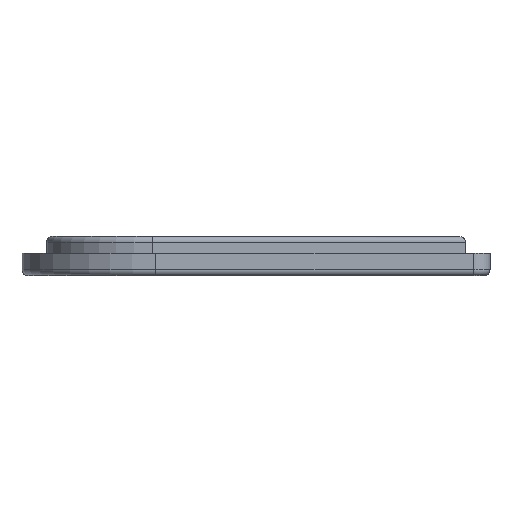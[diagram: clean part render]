
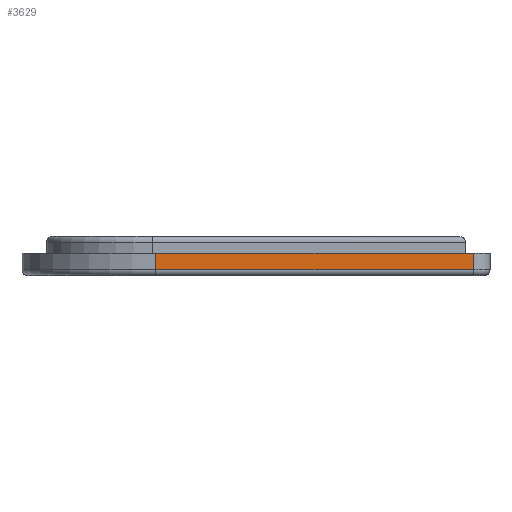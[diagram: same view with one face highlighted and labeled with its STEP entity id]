
A CAD part, front view. The second image highlights one B-rep face of the part: STEP entity #3629.
In plain terms, the highlighted planar face has unit normal (0, -1, 0).
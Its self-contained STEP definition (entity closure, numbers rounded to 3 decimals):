
#220 = DIRECTION ( 'NONE',  ( 0., 0., -1. ) ) ;
#255 = EDGE_CURVE ( 'NONE', #2656, #2550, #2728, .T. ) ;
#276 = VERTEX_POINT ( 'NONE', #511 ) ;
#293 = VECTOR ( 'NONE', #2037, 1000. ) ;
#511 = CARTESIAN_POINT ( 'NONE',  ( 19.5, -44.5, 2. ) ) ;
#531 = CARTESIAN_POINT ( 'NONE',  ( -9., -44.5, 2. ) ) ;
#811 = LINE ( 'NONE', #2304, #293 ) ;
#959 = EDGE_CURVE ( 'NONE', #2656, #276, #3013, .T. ) ;
#1048 = AXIS2_PLACEMENT_3D ( 'NONE', #1730, #1747, #1427 ) ;
#1051 = ORIENTED_EDGE ( 'NONE', *, *, #255, .T. ) ;
#1197 = CARTESIAN_POINT ( 'NONE',  ( -9., -44.5, 0.5 ) ) ;
#1310 = DIRECTION ( 'NONE',  ( 0., 0., 1. ) ) ;
#1427 = DIRECTION ( 'NONE',  ( 0., 0., 1. ) ) ;
#1687 = VECTOR ( 'NONE', #220, 1000. ) ;
#1730 = CARTESIAN_POINT ( 'NONE',  ( -9., -44.5, 2. ) ) ;
#1747 = DIRECTION ( 'NONE',  ( 0., 1., 0. ) ) ;
#2010 = ORIENTED_EDGE ( 'NONE', *, *, #2035, .T. ) ;
#2012 = FACE_OUTER_BOUND ( 'NONE', #3730, .T. ) ;
#2035 = EDGE_CURVE ( 'NONE', #2550, #3502, #811, .T. ) ;
#2037 = DIRECTION ( 'NONE',  ( 1., 0., 0. ) ) ;
#2275 = CARTESIAN_POINT ( 'NONE',  ( 19.5, -44.5, 0.5 ) ) ;
#2304 = CARTESIAN_POINT ( 'NONE',  ( 19.5, -44.5, 0.5 ) ) ;
#2341 = CARTESIAN_POINT ( 'NONE',  ( -9., -44.5, 2. ) ) ;
#2550 = VERTEX_POINT ( 'NONE', #1197 ) ;
#2583 = CARTESIAN_POINT ( 'NONE',  ( 19.5, -44.5, 2. ) ) ;
#2656 = VERTEX_POINT ( 'NONE', #3090 ) ;
#2726 = DIRECTION ( 'NONE',  ( 1., 0., 0. ) ) ;
#2728 = LINE ( 'NONE', #2341, #1687 ) ;
#3013 = LINE ( 'NONE', #531, #3048 ) ;
#3023 = ORIENTED_EDGE ( 'NONE', *, *, #959, .F. ) ;
#3048 = VECTOR ( 'NONE', #2726, 1000. ) ;
#3090 = CARTESIAN_POINT ( 'NONE',  ( -9., -44.5, 2. ) ) ;
#3259 = PLANE ( 'NONE',  #1048 ) ;
#3495 = EDGE_CURVE ( 'NONE', #3502, #276, #3791, .T. ) ;
#3502 = VERTEX_POINT ( 'NONE', #2275 ) ;
#3629 = ADVANCED_FACE ( 'NONE', ( #2012 ), #3259, .F. ) ;
#3681 = VECTOR ( 'NONE', #1310, 1000. ) ;
#3730 = EDGE_LOOP ( 'NONE', ( #1051, #2010, #3949, #3023 ) ) ;
#3791 = LINE ( 'NONE', #2583, #3681 ) ;
#3949 = ORIENTED_EDGE ( 'NONE', *, *, #3495, .T. ) ;
